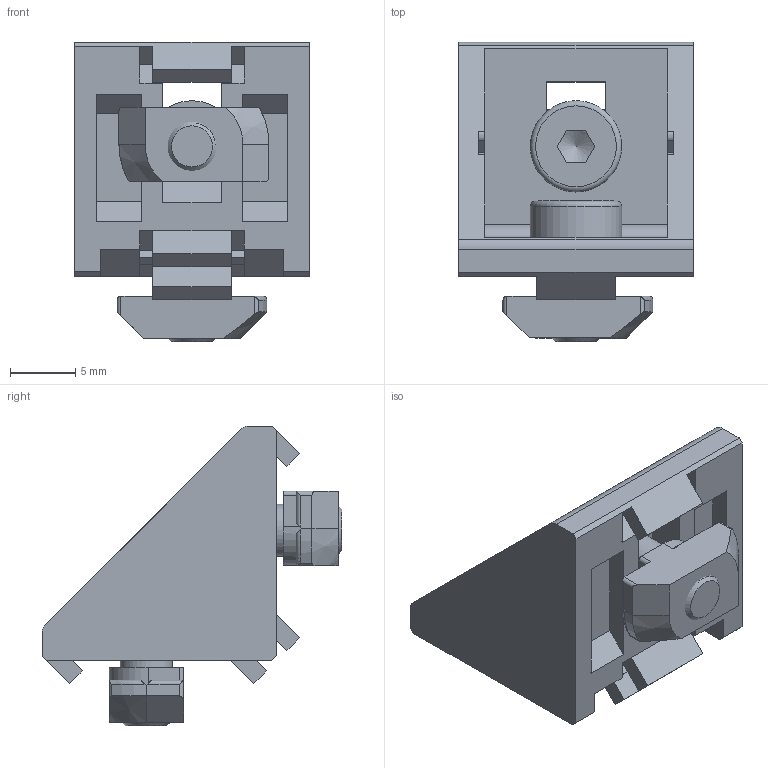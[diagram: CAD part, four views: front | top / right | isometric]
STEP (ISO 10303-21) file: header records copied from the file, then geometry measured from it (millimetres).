
FILE_DESCRIPTION((''),'2;1');
FILE_NAME('Syskomp 462523511 Winkel 20x20 inkl Bef.stp','2013-10-17T14:17:24',('mstrom'),(''),'Autodesk Inventor 2012','Autodesk Inventor 2012','');
FILE_SCHEMA(('AUTOMOTIVE_DESIGN { 1 0 10303 214 1 1 1 1 }'));
Length unit declared in the file: millimetre
Products named in the file (4): Syskomp 462523511 Winkel 20x20 inkl Bef; Syskomp 462523508 Winkel 20x20; Syskomp 462523135 Hammermutter N6 M4 verzinkt; DIN 7984 M4 x 8
Assembly tree (5 placements, depth 2):
  Syskomp 462523511 Winkel 20x20 inkl Bef
    Syskomp 462523508 Winkel 20x20
    Syskomp 462523135 Hammermutter N6 M4 verzinkt  x2
    DIN 7984 M4 x 8  x2
Bounding box: 18 x 23 x 23 mm (x, y, z)
Volume: 2531.7 mm3; surface area: 3193.8 mm2
Topology: 5 solids, 5 shells, 195 faces, 514 edges, 334 vertices
Faces by surface type: plane 140, cylinder 39, torus 8, cone 8
Full cylindrical faces by diameter (mm): 3.242 x2, 4 x2, 7 x2
Entity records: 4621 total; most frequent: CARTESIAN_POINT 868, ORIENTED_EDGE 758, DIRECTION 726, EDGE_CURVE 379, VECTOR 308, LINE 308, VERTEX_POINT 251, AXIS2_PLACEMENT_3D 209
